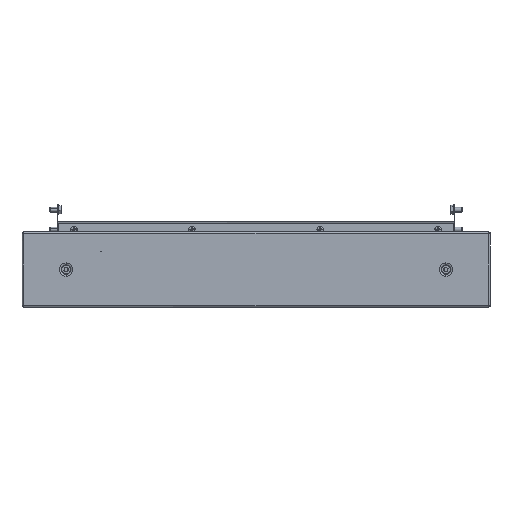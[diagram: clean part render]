
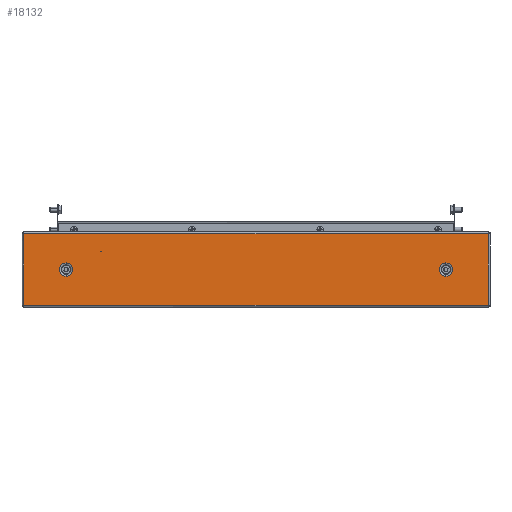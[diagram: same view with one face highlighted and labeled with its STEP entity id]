
A CAD part, top view. The second image highlights one B-rep face of the part: STEP entity #18132.
In plain terms, the highlighted planar face has unit normal (0, 0, 1).
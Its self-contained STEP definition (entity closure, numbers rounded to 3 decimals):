
#560 = CARTESIAN_POINT ( 'NONE',  ( 296.029, 45.6, 0. ) ) ;
#779 = ORIENTED_EDGE ( 'NONE', *, *, #43475, .T. ) ;
#1023 = CARTESIAN_POINT ( 'NONE',  ( -241.5, 0., 0. ) ) ;
#3151 = CARTESIAN_POINT ( 'NONE',  ( 295.1, 45.6, 0. ) ) ;
#6724 = CARTESIAN_POINT ( 'NONE',  ( -241.5, -8.443, 0. ) ) ;
#7236 = DIRECTION ( 'NONE',  ( 0., 1., 0. ) ) ;
#7344 = EDGE_CURVE ( 'NONE', #7805, #31203, #30267, .T. ) ;
#7462 = DIRECTION ( 'NONE',  ( 0., 0., -1. ) ) ;
#7470 = FACE_BOUND ( 'NONE', #40148, .T. ) ;
#7805 = VERTEX_POINT ( 'NONE', #6724 ) ;
#8034 = DIRECTION ( 'NONE',  ( 0., 0., -1. ) ) ;
#8193 = CIRCLE ( 'NONE', #38416, 0.5 ) ;
#8234 = VECTOR ( 'NONE', #28539, 1000. ) ;
#8620 = VECTOR ( 'NONE', #31352, 1000. ) ;
#8928 = CARTESIAN_POINT ( 'NONE',  ( -296.029, -45.6, 0. ) ) ;
#8971 = EDGE_CURVE ( 'NONE', #15438, #30348, #13753, .T. ) ;
#9792 = VERTEX_POINT ( 'NONE', #11099 ) ;
#10411 = VERTEX_POINT ( 'NONE', #12632 ) ;
#10857 = PLANE ( 'NONE',  #34363 ) ;
#11040 = DIRECTION ( 'NONE',  ( 0., 0., 1. ) ) ;
#11099 = CARTESIAN_POINT ( 'NONE',  ( -295.1, 45.6, 0. ) ) ;
#11322 = ORIENTED_EDGE ( 'NONE', *, *, #47132, .T. ) ;
#11410 = DIRECTION ( 'NONE',  ( 0., 1., 0. ) ) ;
#11656 = CARTESIAN_POINT ( 'NONE',  ( 241.5, -8.443, 0. ) ) ;
#11903 = DIRECTION ( 'NONE',  ( -1., 0., 0. ) ) ;
#12108 = CARTESIAN_POINT ( 'NONE',  ( -197.5, 23., 0. ) ) ;
#12632 = CARTESIAN_POINT ( 'NONE',  ( -197., 23., 0. ) ) ;
#13753 = CIRCLE ( 'NONE', #24830, 8.443 ) ;
#14221 = VERTEX_POINT ( 'NONE', #53084 ) ;
#14377 = DIRECTION ( 'NONE',  ( 0., 1., 0. ) ) ;
#15438 = VERTEX_POINT ( 'NONE', #42632 ) ;
#16286 = DIRECTION ( 'NONE',  ( 0., 0., 1. ) ) ;
#16809 = ORIENTED_EDGE ( 'NONE', *, *, #51763, .T. ) ;
#18132 = ADVANCED_FACE ( 'NONE', ( #47316, #7470, #45931, #28079 ), #10857, .T. ) ;
#18208 = CARTESIAN_POINT ( 'NONE',  ( -295.1, -45.6, 0. ) ) ;
#19210 = AXIS2_PLACEMENT_3D ( 'NONE', #37653, #16286, #46376 ) ;
#19247 = CIRCLE ( 'NONE', #24627, 8.443 ) ;
#20904 = CARTESIAN_POINT ( 'NONE',  ( 295.1, -45.6, 0. ) ) ;
#21343 = ORIENTED_EDGE ( 'NONE', *, *, #7344, .F. ) ;
#23187 = DIRECTION ( 'NONE',  ( -1., 0., 0. ) ) ;
#24379 = DIRECTION ( 'NONE',  ( 1., 0., 0. ) ) ;
#24607 = CARTESIAN_POINT ( 'NONE',  ( 295.1, -46.529, 0. ) ) ;
#24627 = AXIS2_PLACEMENT_3D ( 'NONE', #1023, #26862, #14377 ) ;
#24757 = CARTESIAN_POINT ( 'NONE',  ( -295.1, 46.529, 0. ) ) ;
#24830 = AXIS2_PLACEMENT_3D ( 'NONE', #38019, #55660, #29425 ) ;
#25622 = LINE ( 'NONE', #560, #50991 ) ;
#25867 = CARTESIAN_POINT ( 'NONE',  ( -241.5, 8.443, 0. ) ) ;
#26436 = VERTEX_POINT ( 'NONE', #20904 ) ;
#26718 = ORIENTED_EDGE ( 'NONE', *, *, #47622, .T. ) ;
#26862 = DIRECTION ( 'NONE',  ( 0., 0., 1. ) ) ;
#28079 = FACE_OUTER_BOUND ( 'NONE', #48600, .T. ) ;
#28299 = CARTESIAN_POINT ( 'NONE',  ( 241.5, 0., 0. ) ) ;
#28539 = DIRECTION ( 'NONE',  ( 0., -1., 0. ) ) ;
#29425 = DIRECTION ( 'NONE',  ( 0., 1., 0. ) ) ;
#29550 = ORIENTED_EDGE ( 'NONE', *, *, #34989, .T. ) ;
#29712 = CARTESIAN_POINT ( 'NONE',  ( -197.5, 23., 0. ) ) ;
#30267 = CIRCLE ( 'NONE', #19210, 8.443 ) ;
#30348 = VERTEX_POINT ( 'NONE', #11656 ) ;
#31203 = VERTEX_POINT ( 'NONE', #25867 ) ;
#31352 = DIRECTION ( 'NONE',  ( 1., 0., 0. ) ) ;
#34363 = AXIS2_PLACEMENT_3D ( 'NONE', #54768, #11040, #24379 ) ;
#34989 = EDGE_CURVE ( 'NONE', #26436, #52203, #38149, .T. ) ;
#37005 = CIRCLE ( 'NONE', #54241, 0.5 ) ;
#37610 = DIRECTION ( 'NONE',  ( 0., 0., 1. ) ) ;
#37653 = CARTESIAN_POINT ( 'NONE',  ( -241.5, 0., 0. ) ) ;
#38019 = CARTESIAN_POINT ( 'NONE',  ( 241.5, 0., 0. ) ) ;
#38076 = VECTOR ( 'NONE', #7236, 1000. ) ;
#38080 = LINE ( 'NONE', #8928, #8620 ) ;
#38149 = LINE ( 'NONE', #24607, #38076 ) ;
#38369 = ORIENTED_EDGE ( 'NONE', *, *, #43622, .F. ) ;
#38416 = AXIS2_PLACEMENT_3D ( 'NONE', #12108, #7462, #11903 ) ;
#39153 = EDGE_CURVE ( 'NONE', #30348, #15438, #52275, .T. ) ;
#40148 = EDGE_LOOP ( 'NONE', ( #54923, #48537 ) ) ;
#42632 = CARTESIAN_POINT ( 'NONE',  ( 241.5, 8.443, 0. ) ) ;
#43475 = EDGE_CURVE ( 'NONE', #14221, #10411, #8193, .T. ) ;
#43523 = DIRECTION ( 'NONE',  ( -1., 0., 0. ) ) ;
#43620 = EDGE_LOOP ( 'NONE', ( #38369, #21343 ) ) ;
#43622 = EDGE_CURVE ( 'NONE', #31203, #7805, #19247, .T. ) ;
#45827 = ORIENTED_EDGE ( 'NONE', *, *, #52358, .T. ) ;
#45833 = EDGE_LOOP ( 'NONE', ( #779, #16809 ) ) ;
#45931 = FACE_BOUND ( 'NONE', #43620, .T. ) ;
#46376 = DIRECTION ( 'NONE',  ( 0., 1., 0. ) ) ;
#47132 = EDGE_CURVE ( 'NONE', #52203, #9792, #25622, .T. ) ;
#47316 = FACE_BOUND ( 'NONE', #45833, .T. ) ;
#47622 = EDGE_CURVE ( 'NONE', #9792, #51690, #55594, .T. ) ;
#48537 = ORIENTED_EDGE ( 'NONE', *, *, #39153, .F. ) ;
#48600 = EDGE_LOOP ( 'NONE', ( #26718, #45827, #29550, #11322 ) ) ;
#50991 = VECTOR ( 'NONE', #23187, 1000. ) ;
#51690 = VERTEX_POINT ( 'NONE', #18208 ) ;
#51763 = EDGE_CURVE ( 'NONE', #10411, #14221, #37005, .T. ) ;
#52203 = VERTEX_POINT ( 'NONE', #3151 ) ;
#52275 = CIRCLE ( 'NONE', #53082, 8.443 ) ;
#52358 = EDGE_CURVE ( 'NONE', #51690, #26436, #38080, .T. ) ;
#53082 = AXIS2_PLACEMENT_3D ( 'NONE', #28299, #37610, #11410 ) ;
#53084 = CARTESIAN_POINT ( 'NONE',  ( -198., 23., 0. ) ) ;
#54241 = AXIS2_PLACEMENT_3D ( 'NONE', #29712, #8034, #43523 ) ;
#54768 = CARTESIAN_POINT ( 'NONE',  ( 0., 0., 0. ) ) ;
#54923 = ORIENTED_EDGE ( 'NONE', *, *, #8971, .F. ) ;
#55594 = LINE ( 'NONE', #24757, #8234 ) ;
#55660 = DIRECTION ( 'NONE',  ( 0., 0., 1. ) ) ;
